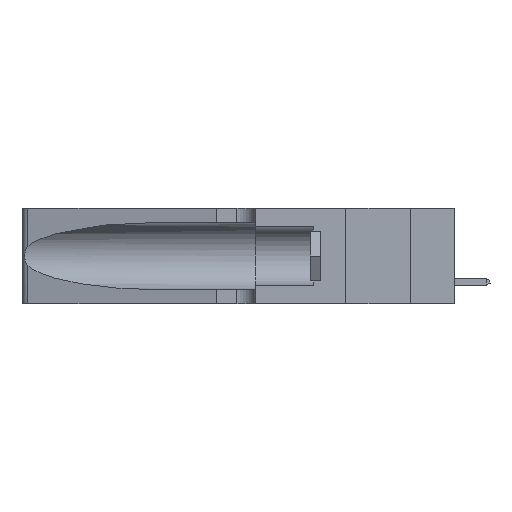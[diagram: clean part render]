
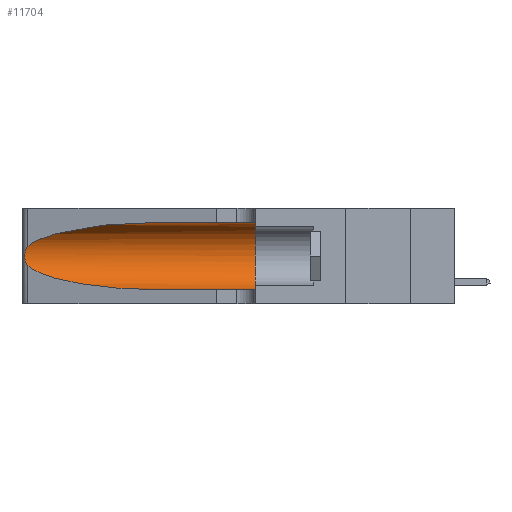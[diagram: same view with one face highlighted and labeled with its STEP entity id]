
A CAD part, left-side view. The second image highlights one B-rep face of the part: STEP entity #11704.
In plain terms, the highlighted cylindrical face has radius 3.308 mm (diameter 6.617 mm), a partial arc.
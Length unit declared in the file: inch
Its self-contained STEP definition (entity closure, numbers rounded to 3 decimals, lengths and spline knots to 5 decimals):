
#156 = ORIENTED_EDGE ( 'NONE', *, *, #7268, .T. ) ;
#680 = EDGE_CURVE ( 'NONE', #19632, #14864, #24689, .T. ) ;
#913 = ORIENTED_EDGE ( 'NONE', *, *, #8855, .T. ) ;
#1196 = VECTOR ( 'NONE', #14403, 39.37008 ) ;
#1732 = CARTESIAN_POINT ( 'NONE',  ( 0.1305, 0.72297, 0.31525 ) ) ;
#1839 = CARTESIAN_POINT ( 'NONE',  ( 0.25487, 1.22718, 0.22369 ) ) ;
#2336 = CARTESIAN_POINT ( 'NONE',  ( 0.25639, 1.23184, 0.21858 ) ) ;
#2610 = CARTESIAN_POINT ( 'NONE',  ( 0.1305, 0.72297, 0.31525 ) ) ;
#3159 = CARTESIAN_POINT ( 'NONE',  ( 0.25487, 1.22718, 0.14631 ) ) ;
#3584 = CARTESIAN_POINT ( 'NONE',  ( 0.2373, 1.15595, 0.28018 ) ) ;
#3637 = B_SPLINE_CURVE_WITH_KNOTS ( 'NONE', 3,
 ( #1839, #14593, #2336, #6540, #21170, #26347, #12538, #19259, #25335, #4654, #23385, #13152, #12883, #11536 ),
 .UNSPECIFIED., .F., .F.,
 ( 4, 2, 2, 2, 2, 2, 4 ),
 ( 0., 0.00027, 0.00053, 0.00107, 0.0016, 0.00187, 0.00214 ),
 .UNSPECIFIED. ) ;
#4444 = EDGE_LOOP ( 'NONE', ( #156, #11454, #23257, #913, #5187, #18814 ) ) ;
#4654 = CARTESIAN_POINT ( 'NONE',  ( 0.25856, 1.23593, 0.16098 ) ) ;
#4944 = DIRECTION ( 'NONE',  ( 0., 1., 0. ) ) ;
#5179 = DIRECTION ( 'NONE',  ( 0., -1., 0. ) ) ;
#5187 = ORIENTED_EDGE ( 'NONE', *, *, #680, .F. ) ;
#5304 = AXIS2_PLACEMENT_3D ( 'NONE', #21819, #5179, #21550 ) ;
#5842 = CARTESIAN_POINT ( 'NONE',  ( 0.25487, 1.22718, 0.22369 ) ) ;
#5932 = VECTOR ( 'NONE', #8677, 39.37008 ) ;
#6540 = CARTESIAN_POINT ( 'NONE',  ( 0.25787, 1.23484, 0.2124 ) ) ;
#7268 = EDGE_CURVE ( 'NONE', #15117, #19496, #14775, .T. ) ;
#8468 = CYLINDRICAL_SURFACE ( 'NONE', #5304, 0.13025 ) ;
#8559 = CARTESIAN_POINT ( 'NONE',  ( 0.1305, 0.35, 0.31525 ) ) ;
#8677 = DIRECTION ( 'NONE',  ( 0., -1., 0. ) ) ;
#8855 = EDGE_CURVE ( 'NONE', #21277, #14864, #11091, .T. ) ;
#9037 = CARTESIAN_POINT ( 'NONE',  ( 0.1305, 0.35, 0.185 ) ) ;
#9061 = CARTESIAN_POINT ( 'NONE',  ( 0.2373, 1.15595, 0.08982 ) ) ;
#9403 = CARTESIAN_POINT ( 'NONE',  ( 0.1305, 0.72297, 0.05475 ) ) ;
#9833 = EDGE_CURVE ( 'NONE', #19496, #14731, #3637, .T. ) ;
#10528 = AXIS2_PLACEMENT_3D ( 'NONE', #9037, #4944, #17113 ) ;
#10637 = CARTESIAN_POINT ( 'NONE',  ( 0.1305, 1.61858, 0.31525 ) ) ;
#11091 = LINE ( 'NONE', #24873, #1196 ) ;
#11260 = EDGE_CURVE ( 'NONE', #14731, #21277, #12019, .T. ) ;
#11454 = ORIENTED_EDGE ( 'NONE', *, *, #9833, .T. ) ;
#11536 = CARTESIAN_POINT ( 'NONE',  ( 0.25487, 1.22718, 0.14631 ) ) ;
#11704 = ADVANCED_FACE ( 'NONE', ( #23893 ), #8468, .F. ) ;
#11814 = EDGE_CURVE ( 'NONE', #15117, #19632, #13609, .T. ) ;
#12019 =( BOUNDED_CURVE ( )  B_SPLINE_CURVE ( 3, ( #21353, #9061, #23428, #21266 ),
 .UNSPECIFIED., .F., .F. ) 
 B_SPLINE_CURVE_WITH_KNOTS ( ( 4, 4 ),
 ( 3.44316, 4.71239 ),
 .UNSPECIFIED. ) 
 CURVE ( )  GEOMETRIC_REPRESENTATION_ITEM ( )  RATIONAL_B_SPLINE_CURVE ( ( 1., 0.87, 0.87, 1. ) ) 
 REPRESENTATION_ITEM ( '' )  );
#12538 = CARTESIAN_POINT ( 'NONE',  ( 0.26075, 1.23896, 0.19203 ) ) ;
#12883 = CARTESIAN_POINT ( 'NONE',  ( 0.25555, 1.22993, 0.14849 ) ) ;
#13152 = CARTESIAN_POINT ( 'NONE',  ( 0.25639, 1.23186, 0.15144 ) ) ;
#13609 = LINE ( 'NONE', #10637, #5932 ) ;
#14403 = DIRECTION ( 'NONE',  ( 0., -1., 0. ) ) ;
#14593 = CARTESIAN_POINT ( 'NONE',  ( 0.25555, 1.22994, 0.2215 ) ) ;
#14731 = VERTEX_POINT ( 'NONE', #3159 ) ;
#14775 =( BOUNDED_CURVE ( )  B_SPLINE_CURVE ( 3, ( #1732, #18290, #3584, #5842 ),
 .UNSPECIFIED., .F., .F. ) 
 B_SPLINE_CURVE_WITH_KNOTS ( ( 4, 4 ),
 ( 1.5708, 2.84003 ),
 .UNSPECIFIED. ) 
 CURVE ( )  GEOMETRIC_REPRESENTATION_ITEM ( )  RATIONAL_B_SPLINE_CURVE ( ( 1., 0.87, 0.87, 1. ) ) 
 REPRESENTATION_ITEM ( '' )  );
#14864 = VERTEX_POINT ( 'NONE', #23322 ) ;
#15117 = VERTEX_POINT ( 'NONE', #2610 ) ;
#17113 = DIRECTION ( 'NONE',  ( 0., 0., 1. ) ) ;
#18290 = CARTESIAN_POINT ( 'NONE',  ( 0.18966, 0.96281, 0.31525 ) ) ;
#18440 = CARTESIAN_POINT ( 'NONE',  ( 0.25487, 1.22718, 0.22369 ) ) ;
#18814 = ORIENTED_EDGE ( 'NONE', *, *, #11814, .F. ) ;
#19259 = CARTESIAN_POINT ( 'NONE',  ( 0.26075, 1.23896, 0.178 ) ) ;
#19496 = VERTEX_POINT ( 'NONE', #18440 ) ;
#19632 = VERTEX_POINT ( 'NONE', #8559 ) ;
#21170 = CARTESIAN_POINT ( 'NONE',  ( 0.25854, 1.2359, 0.20912 ) ) ;
#21266 = CARTESIAN_POINT ( 'NONE',  ( 0.1305, 0.72297, 0.05475 ) ) ;
#21277 = VERTEX_POINT ( 'NONE', #9403 ) ;
#21353 = CARTESIAN_POINT ( 'NONE',  ( 0.25487, 1.22718, 0.14631 ) ) ;
#21550 = DIRECTION ( 'NONE',  ( 0., 0., -1. ) ) ;
#21819 = CARTESIAN_POINT ( 'NONE',  ( 0.1305, 1.61858, 0.185 ) ) ;
#23257 = ORIENTED_EDGE ( 'NONE', *, *, #11260, .T. ) ;
#23322 = CARTESIAN_POINT ( 'NONE',  ( 0.1305, 0.35, 0.05475 ) ) ;
#23385 = CARTESIAN_POINT ( 'NONE',  ( 0.25789, 1.23486, 0.15765 ) ) ;
#23428 = CARTESIAN_POINT ( 'NONE',  ( 0.18966, 0.96281, 0.05475 ) ) ;
#23893 = FACE_OUTER_BOUND ( 'NONE', #4444, .T. ) ;
#24689 = CIRCLE ( 'NONE', #10528, 0.13025 ) ;
#24873 = CARTESIAN_POINT ( 'NONE',  ( 0.1305, 1.61858, 0.05475 ) ) ;
#25335 = CARTESIAN_POINT ( 'NONE',  ( 0.26017, 1.23833, 0.17102 ) ) ;
#26347 = CARTESIAN_POINT ( 'NONE',  ( 0.26018, 1.23835, 0.19895 ) ) ;
